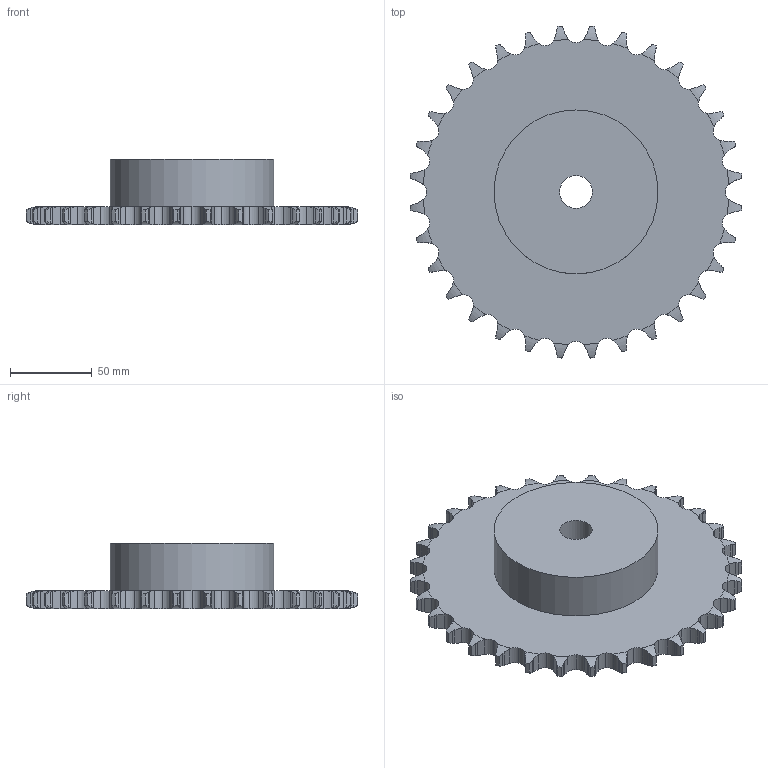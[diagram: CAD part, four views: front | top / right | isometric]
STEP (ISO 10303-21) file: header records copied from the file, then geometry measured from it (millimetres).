
FILE_DESCRIPTION(('FreeCAD Model'),'2;1');
FILE_NAME('Open CASCADE Shape Model','2021-05-30T10:08:23',('FreeCAD'),( 'FreeCAD'),'Open CASCADE STEP processor 7.4','FreeCAD','Unknown');
FILE_SCHEMA(('AUTOMOTIVE_DESIGN { 1 0 10303 214 1 1 1 1 }'));
Length unit declared in the file: millimetre
Products named in the file (1): Open CASCADE STEP translator 7.4 25
Bounding box: 202.53 x 202.53 x 40 mm (x, y, z)
Volume: 527760.5 mm3; surface area: 77722.1 mm2
Topology: 1 solids, 1 shells, 358 faces, 1063 edges, 709 vertices
Faces by surface type: cylinder 226, plane 68, torus 64
Full cylindrical faces by diameter (mm): 20 x1, 100 x1
Entity records: 32750 total; most frequent: CARTESIAN_POINT 14829, DIRECTION 2439, ORIENTED_EDGE 2126, PCURVE 2126, DEFINITIONAL_REPRESENTATION 2126, B_SPLINE_CURVE_WITH_KNOTS 1536, LINE 1194, VECTOR 1194
